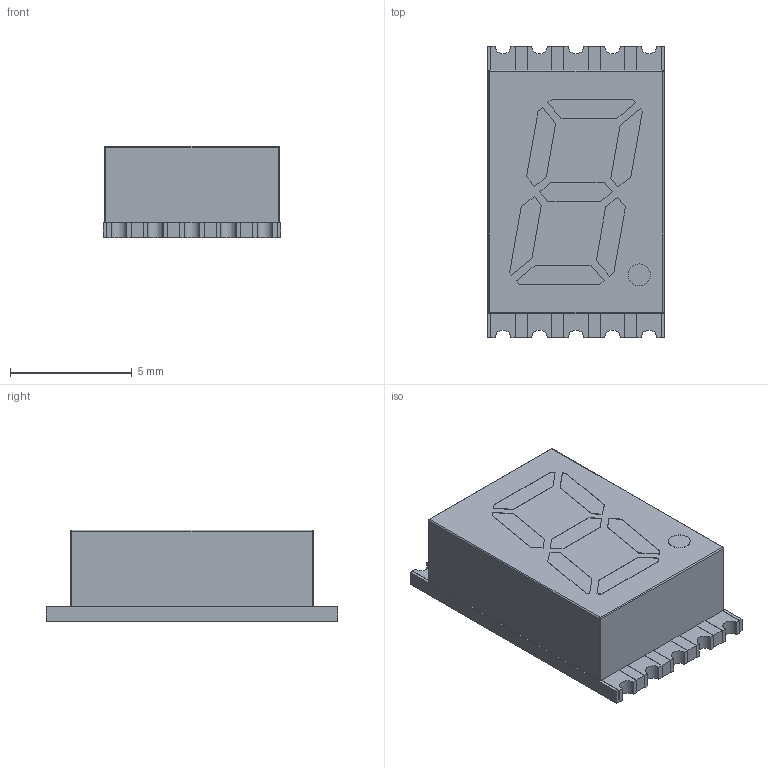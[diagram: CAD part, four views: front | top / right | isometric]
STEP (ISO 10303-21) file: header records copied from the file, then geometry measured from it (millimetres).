
FILE_DESCRIPTION(/* description */ ('Unknown'),/* implementation_level */ '2;1');
FILE_NAME(/* name */ 'INND-SS30RAB',/* time_stamp */ '2025-03-28T09:05:12+02:00',/* author */ ('Unknown'),/* organization */ ('Unknown'),/* preprocessor_version */ 'ST-DEVELOPER v19.4',/* originating_system */ 'Solid Edge',/* authorisation */ 'Unknown');
FILE_SCHEMA (('AUTOMOTIVE_DESIGN {1 0 10303 214 3 1 1}'));
Length unit declared in the file: millimetre
Products named in the file (1): INND-SS30RAB
Bounding box: 7.3 x 12 x 3.78 mm (x, y, z)
Volume: 278.4 mm3; surface area: 306.8 mm2
Topology: 1 solids, 1 shells, 194 faces, 504 edges, 316 vertices
Faces by surface type: plane 171, cylinder 19, sphere 4
Full cylindrical faces by diameter (mm): 0.9 x1
Entity records: 7125 total; most frequent: CARTESIAN_POINT 1010, ORIENTED_EDGE 998, DIRECTION 927, EDGE_CURVE 499, LINE 461, VECTOR 461, VERTEX_POINT 316, AXIS2_PLACEMENT_3D 233
